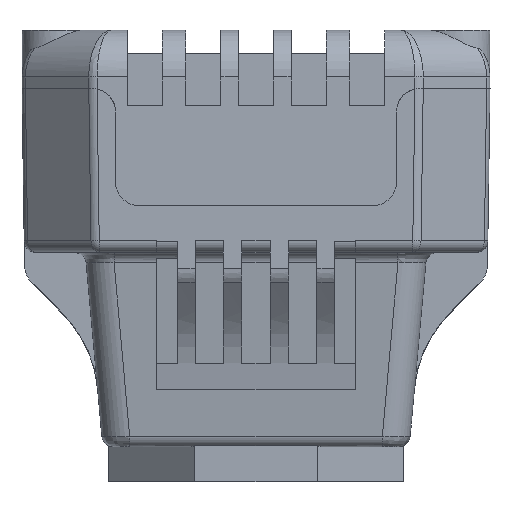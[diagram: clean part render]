
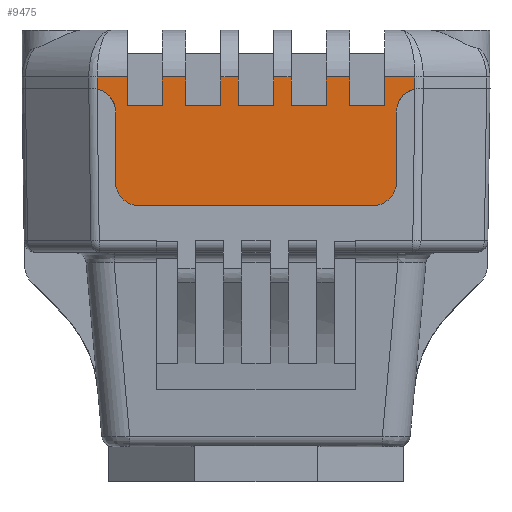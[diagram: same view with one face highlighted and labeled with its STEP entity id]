
A CAD part, front view. The second image highlights one B-rep face of the part: STEP entity #9475.
In plain terms, the highlighted planar face has unit normal (0, -1, 0).
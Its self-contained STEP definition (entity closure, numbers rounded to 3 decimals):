
#647=CIRCLE('',#10109,1.);
#648=CIRCLE('',#10112,1.);
#649=CIRCLE('',#10114,1.);
#650=CIRCLE('',#10116,1.);
#1025=FACE_OUTER_BOUND('',#1581,.T.);
#1581=EDGE_LOOP('',(#6834,#6835,#6836,#6837,#6838,#6839,#6840,#6841,#6842,
#6843,#6844,#6845,#6846,#6847,#6848,#6849,#6850,#6851,#6852,#6853,#6854,
#6855,#6856,#6857,#6858,#6859,#6860,#6861,#6862,#6863));
#2066=LINE('',#13632,#2931);
#2074=LINE('',#13655,#2939);
#2081=LINE('',#13676,#2946);
#2109=LINE('',#13738,#2974);
#2142=LINE('',#13823,#3007);
#2147=LINE('',#13839,#3012);
#2152=LINE('',#13847,#3017);
#2155=LINE('',#13852,#3020);
#2158=LINE('',#13857,#3023);
#2278=LINE('',#14324,#3143);
#2280=LINE('',#14327,#3145);
#2281=LINE('',#14331,#3146);
#2284=LINE('',#14340,#3149);
#2286=LINE('',#14344,#3151);
#2287=LINE('',#14349,#3152);
#2289=LINE('',#14355,#3154);
#2290=LINE('',#14357,#3155);
#2291=LINE('',#14359,#3156);
#2292=LINE('',#14361,#3157);
#2293=LINE('',#14364,#3158);
#2295=LINE('',#14368,#3160);
#2316=LINE('',#14430,#3181);
#2319=LINE('',#14447,#3184);
#2320=LINE('',#14449,#3185);
#2321=LINE('',#14452,#3186);
#2322=LINE('',#14453,#3187);
#2931=VECTOR('',#10917,10.);
#2939=VECTOR('',#10937,10.);
#2946=VECTOR('',#10954,10.);
#2974=VECTOR('',#11006,10.);
#3007=VECTOR('',#11077,10.);
#3012=VECTOR('',#11092,10.);
#3017=VECTOR('',#11101,10.);
#3020=VECTOR('',#11104,10.);
#3023=VECTOR('',#11107,10.);
#3143=VECTOR('',#11389,10.);
#3145=VECTOR('',#11393,10.);
#3146=VECTOR('',#11398,10.);
#3149=VECTOR('',#11411,10.);
#3151=VECTOR('',#11415,10.);
#3152=VECTOR('',#11422,10.);
#3154=VECTOR('',#11430,10.);
#3155=VECTOR('',#11433,10.);
#3156=VECTOR('',#11436,10.);
#3157=VECTOR('',#11439,10.);
#3158=VECTOR('',#11442,10.);
#3160=VECTOR('',#11448,10.);
#3181=VECTOR('',#11513,10.);
#3184=VECTOR('',#11526,10.);
#3185=VECTOR('',#11527,10.);
#3186=VECTOR('',#11530,10.);
#3187=VECTOR('',#11531,10.);
#3798=VERTEX_POINT('',#13629);
#3799=VERTEX_POINT('',#13631);
#3807=VERTEX_POINT('',#13652);
#3808=VERTEX_POINT('',#13654);
#3816=VERTEX_POINT('',#13673);
#3817=VERTEX_POINT('',#13675);
#3838=VERTEX_POINT('',#13735);
#3839=VERTEX_POINT('',#13737);
#3871=VERTEX_POINT('',#13820);
#3872=VERTEX_POINT('',#13822);
#3877=VERTEX_POINT('',#13836);
#3878=VERTEX_POINT('',#13838);
#3881=VERTEX_POINT('',#13850);
#3883=VERTEX_POINT('',#13855);
#3996=VERTEX_POINT('',#14321);
#3997=VERTEX_POINT('',#14323);
#3998=VERTEX_POINT('',#14329);
#3999=VERTEX_POINT('',#14338);
#4000=VERTEX_POINT('',#14342);
#4001=VERTEX_POINT('',#14347);
#4002=VERTEX_POINT('',#14353);
#4003=VERTEX_POINT('',#14363);
#4013=VERTEX_POINT('',#14414);
#4015=VERTEX_POINT('',#14423);
#4016=VERTEX_POINT('',#14428);
#4017=VERTEX_POINT('',#14432);
#4018=VERTEX_POINT('',#14433);
#4019=VERTEX_POINT('',#14443);
#4020=VERTEX_POINT('',#14448);
#4021=VERTEX_POINT('',#14450);
#4739=EDGE_CURVE('',#3799,#3798,#2066,.T.);
#4750=EDGE_CURVE('',#3808,#3807,#2074,.T.);
#4760=EDGE_CURVE('',#3817,#3816,#2081,.T.);
#4793=EDGE_CURVE('',#3839,#3838,#2109,.T.);
#4836=EDGE_CURVE('',#3872,#3871,#2142,.T.);
#4844=EDGE_CURVE('',#3878,#3877,#2147,.T.);
#4849=EDGE_CURVE('',#3807,#3878,#2152,.T.);
#4852=EDGE_CURVE('',#3798,#3881,#2155,.T.);
#4855=EDGE_CURVE('',#3816,#3883,#2158,.T.);
#5022=EDGE_CURVE('',#3997,#3996,#2278,.T.);
#5024=EDGE_CURVE('',#3871,#3997,#2280,.T.);
#5026=EDGE_CURVE('',#3881,#3998,#2281,.T.);
#5030=EDGE_CURVE('',#3883,#3999,#2284,.T.);
#5032=EDGE_CURVE('',#3838,#4000,#2286,.T.);
#5035=EDGE_CURVE('',#4000,#4001,#2287,.T.);
#5038=EDGE_CURVE('',#4002,#4001,#2289,.T.);
#5039=EDGE_CURVE('',#3799,#3999,#2290,.T.);
#5040=EDGE_CURVE('',#3808,#3998,#2291,.T.);
#5041=EDGE_CURVE('',#3839,#3877,#2292,.T.);
#5042=EDGE_CURVE('',#3872,#4003,#2293,.T.);
#5045=EDGE_CURVE('',#3817,#3996,#2295,.T.);
#5069=EDGE_CURVE('',#4015,#4013,#647,.T.);
#5072=EDGE_CURVE('',#4015,#4016,#2316,.T.);
#5073=EDGE_CURVE('',#4017,#4018,#648,.F.);
#5077=EDGE_CURVE('',#4019,#4016,#649,.T.);
#5078=EDGE_CURVE('',#4013,#4002,#2319,.T.);
#5079=EDGE_CURVE('',#4020,#4019,#2320,.T.);
#5080=EDGE_CURVE('',#4021,#4020,#650,.T.);
#5081=EDGE_CURVE('',#4017,#4021,#2321,.T.);
#5082=EDGE_CURVE('',#4018,#4003,#2322,.T.);
#6834=ORIENTED_EDGE('',*,*,#5022,.T.);
#6835=ORIENTED_EDGE('',*,*,#5045,.F.);
#6836=ORIENTED_EDGE('',*,*,#4760,.T.);
#6837=ORIENTED_EDGE('',*,*,#4855,.T.);
#6838=ORIENTED_EDGE('',*,*,#5030,.T.);
#6839=ORIENTED_EDGE('',*,*,#5039,.F.);
#6840=ORIENTED_EDGE('',*,*,#4739,.T.);
#6841=ORIENTED_EDGE('',*,*,#4852,.T.);
#6842=ORIENTED_EDGE('',*,*,#5026,.T.);
#6843=ORIENTED_EDGE('',*,*,#5040,.F.);
#6844=ORIENTED_EDGE('',*,*,#4750,.T.);
#6845=ORIENTED_EDGE('',*,*,#4849,.T.);
#6846=ORIENTED_EDGE('',*,*,#4844,.T.);
#6847=ORIENTED_EDGE('',*,*,#5041,.F.);
#6848=ORIENTED_EDGE('',*,*,#4793,.T.);
#6849=ORIENTED_EDGE('',*,*,#5032,.T.);
#6850=ORIENTED_EDGE('',*,*,#5035,.T.);
#6851=ORIENTED_EDGE('',*,*,#5038,.F.);
#6852=ORIENTED_EDGE('',*,*,#5078,.F.);
#6853=ORIENTED_EDGE('',*,*,#5069,.F.);
#6854=ORIENTED_EDGE('',*,*,#5072,.T.);
#6855=ORIENTED_EDGE('',*,*,#5077,.F.);
#6856=ORIENTED_EDGE('',*,*,#5079,.F.);
#6857=ORIENTED_EDGE('',*,*,#5080,.F.);
#6858=ORIENTED_EDGE('',*,*,#5081,.F.);
#6859=ORIENTED_EDGE('',*,*,#5073,.T.);
#6860=ORIENTED_EDGE('',*,*,#5082,.T.);
#6861=ORIENTED_EDGE('',*,*,#5042,.F.);
#6862=ORIENTED_EDGE('',*,*,#4836,.T.);
#6863=ORIENTED_EDGE('',*,*,#5024,.T.);
#9150=PLANE('',#10115);
#9475=ADVANCED_FACE('',(#1025),#9150,.T.);
#10109=AXIS2_PLACEMENT_3D('',#14425,#11507,#11508);
#10112=AXIS2_PLACEMENT_3D('',#14434,#11516,#11517);
#10114=AXIS2_PLACEMENT_3D('',#14445,#11522,#11523);
#10115=AXIS2_PLACEMENT_3D('',#14446,#11524,#11525);
#10116=AXIS2_PLACEMENT_3D('',#14451,#11528,#11529);
#10917=DIRECTION('',(0.,0.,-1.));
#10937=DIRECTION('',(0.,0.,-1.));
#10954=DIRECTION('',(0.,0.,-1.));
#11006=DIRECTION('',(0.,0.,-1.));
#11077=DIRECTION('',(0.,0.,-1.));
#11092=DIRECTION('',(0.,0.,1.));
#11101=DIRECTION('',(-1.,0.,0.));
#11104=DIRECTION('',(-1.,0.,0.));
#11107=DIRECTION('',(-1.,0.,0.));
#11389=DIRECTION('',(0.,0.,1.));
#11393=DIRECTION('',(-1.,0.,0.));
#11398=DIRECTION('',(0.,0.,1.));
#11411=DIRECTION('',(0.,0.,1.));
#11415=DIRECTION('',(-1.,0.,0.));
#11422=DIRECTION('',(0.,0.,1.));
#11430=DIRECTION('',(1.,0.,0.));
#11433=DIRECTION('',(1.,0.,0.));
#11436=DIRECTION('',(1.,0.,0.));
#11439=DIRECTION('',(1.,0.,0.));
#11442=DIRECTION('',(1.,0.,0.));
#11448=DIRECTION('',(1.,0.,0.));
#11507=DIRECTION('center_axis',(0.,-1.,0.));
#11508=DIRECTION('ref_axis',(0.707,0.,0.707));
#11513=DIRECTION('',(0.,0.,-1.));
#11516=DIRECTION('center_axis',(0.,-1.,0.));
#11517=DIRECTION('ref_axis',(-0.707,0.,0.707));
#11522=DIRECTION('center_axis',(0.,1.,0.));
#11523=DIRECTION('ref_axis',(-0.707,0.,-0.707));
#11524=DIRECTION('center_axis',(0.,-1.,0.));
#11525=DIRECTION('ref_axis',(1.,0.,0.));
#11526=DIRECTION('',(0.,0.,1.));
#11527=DIRECTION('',(-1.,0.,0.));
#11528=DIRECTION('center_axis',(0.,1.,0.));
#11529=DIRECTION('ref_axis',(0.707,0.,-0.707));
#11530=DIRECTION('',(0.,0.,-1.));
#11531=DIRECTION('',(0.,0.,1.));
#13629=CARTESIAN_POINT('',(0.75,-9.25,-0.7));
#13631=CARTESIAN_POINT('',(0.75,-9.25,0.5));
#13632=CARTESIAN_POINT('',(0.75,-9.25,1.25));
#13652=CARTESIAN_POINT('',(-1.5,-9.25,-0.7));
#13654=CARTESIAN_POINT('',(-1.5,-9.25,0.5));
#13655=CARTESIAN_POINT('',(-1.5,-9.25,1.25));
#13673=CARTESIAN_POINT('',(3.,-9.25,-0.7));
#13675=CARTESIAN_POINT('',(3.,-9.25,0.5));
#13676=CARTESIAN_POINT('',(3.,-9.25,1.25));
#13735=CARTESIAN_POINT('',(-4.,-9.25,-0.7));
#13737=CARTESIAN_POINT('',(-4.,-9.25,0.5));
#13738=CARTESIAN_POINT('',(-4.,-9.25,1.25));
#13820=CARTESIAN_POINT('',(5.5,-9.25,-0.7));
#13822=CARTESIAN_POINT('',(5.5,-9.25,0.5));
#13823=CARTESIAN_POINT('',(5.5,-9.25,1.25));
#13836=CARTESIAN_POINT('',(-3.,-9.25,0.5));
#13838=CARTESIAN_POINT('',(-3.,-9.25,-0.7));
#13839=CARTESIAN_POINT('',(-3.,-9.25,1.25));
#13847=CARTESIAN_POINT('',(-3.5,-9.25,-0.7));
#13850=CARTESIAN_POINT('',(-0.75,-9.25,-0.7));
#13852=CARTESIAN_POINT('',(-3.5,-9.25,-0.7));
#13855=CARTESIAN_POINT('',(1.5,-9.25,-0.7));
#13857=CARTESIAN_POINT('',(-3.5,-9.25,-0.7));
#14321=CARTESIAN_POINT('',(4.,-9.25,0.5));
#14323=CARTESIAN_POINT('',(4.,-9.25,-0.7));
#14324=CARTESIAN_POINT('',(4.,-9.25,1.25));
#14327=CARTESIAN_POINT('',(-1.125,-9.25,-0.7));
#14329=CARTESIAN_POINT('',(-0.75,-9.25,0.5));
#14331=CARTESIAN_POINT('',(-0.75,-9.25,1.25));
#14338=CARTESIAN_POINT('',(1.5,-9.25,0.5));
#14340=CARTESIAN_POINT('',(1.5,-9.25,1.25));
#14342=CARTESIAN_POINT('',(-5.5,-9.25,-0.7));
#14344=CARTESIAN_POINT('',(-5.875,-9.25,-0.7));
#14347=CARTESIAN_POINT('',(-5.5,-9.25,0.5));
#14349=CARTESIAN_POINT('',(-5.5,-9.25,1.25));
#14353=CARTESIAN_POINT('',(-6.793,-9.25,0.5));
#14355=CARTESIAN_POINT('',(-3.5,-9.25,0.5));
#14357=CARTESIAN_POINT('',(-3.5,-9.25,0.5));
#14359=CARTESIAN_POINT('',(-3.5,-9.25,0.5));
#14361=CARTESIAN_POINT('',(-3.5,-9.25,0.5));
#14363=CARTESIAN_POINT('',(6.793,-9.25,0.5));
#14364=CARTESIAN_POINT('',(-3.5,-9.25,0.5));
#14368=CARTESIAN_POINT('',(-3.5,-9.25,0.5));
#14414=CARTESIAN_POINT('',(-6.793,-9.25,-0.022));
#14423=CARTESIAN_POINT('',(-6.,-9.25,-1.));
#14425=CARTESIAN_POINT('Origin',(-7.,-9.25,-1.));
#14428=CARTESIAN_POINT('',(-6.,-9.25,-4.));
#14430=CARTESIAN_POINT('',(-6.,-9.25,0.));
#14432=CARTESIAN_POINT('',(6.,-9.25,-1.));
#14433=CARTESIAN_POINT('',(6.793,-9.25,-0.022));
#14434=CARTESIAN_POINT('Origin',(7.,-9.25,-1.));
#14443=CARTESIAN_POINT('',(-5.,-9.25,-5.));
#14445=CARTESIAN_POINT('Origin',(-5.,-9.25,-4.));
#14446=CARTESIAN_POINT('Origin',(-7.,-9.25,0.));
#14447=CARTESIAN_POINT('',(-6.793,-9.25,0.));
#14448=CARTESIAN_POINT('',(5.,-9.25,-5.));
#14449=CARTESIAN_POINT('',(-6.,-9.25,-5.));
#14450=CARTESIAN_POINT('',(6.,-9.25,-4.));
#14451=CARTESIAN_POINT('Origin',(5.,-9.25,-4.));
#14452=CARTESIAN_POINT('',(6.,-9.25,0.));
#14453=CARTESIAN_POINT('',(6.793,-9.25,0.));
